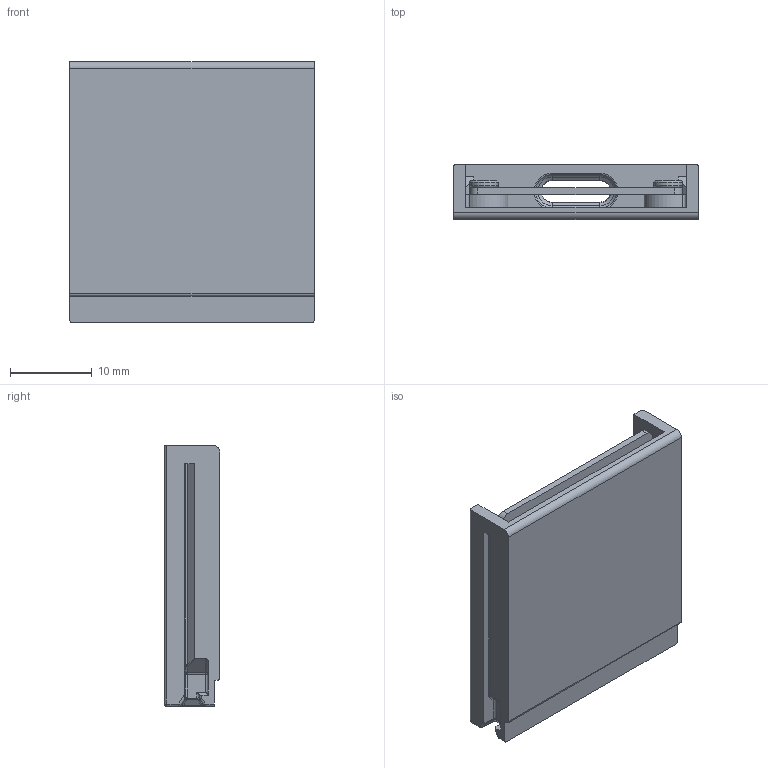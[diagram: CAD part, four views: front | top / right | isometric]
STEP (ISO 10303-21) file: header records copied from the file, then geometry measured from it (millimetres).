
FILE_DESCRIPTION((''),'2;1');
FILE_NAME('FW_EXC_3PARTY_WO_LID_ASM_M2_ASM','2021-04-08T09:35:49',('Alfie Lin'),(''),'CREO PARAMETRIC BY PTC INC, 2018020','CREO PARAMETRIC BY PTC INC, 2018020','');
FILE_SCHEMA(('CONFIG_CONTROL_DESIGN'));
Length unit declared in the file: millimetre
Products named in the file (12): COMPOUND_3; OPEN_CASCADE_STEP_TRANSLATOR_6__ASM; MICROCONTROLLER-PCBA_ASM_4_ASM__ASM; FW_EXP_MCU_ASM_1_ASM_2_ASM; FW_EXP_1USBC_FRAME_CLIP_BC_229_; NUT_M2X1-6L_2; FW_EXP_1USBC_FRAME_CLIP_BC_ASSY_ASM; STAR_SCREW_M2X3L_298_2; FW_EXP_1USBC_CLIP_BC_MAIN_ASSY__ASM; REF_C_ASM_2_ASM; FW_EXC_3PARTY_WO_LID_ASM_2_ASM; FW_EXC_3PARTY_WO_LID_ASM_M2_ASM
Assembly tree (13 placements, depth 6):
  FW_EXC_3PARTY_WO_LID_ASM_M2_ASM
    FW_EXC_3PARTY_WO_LID_ASM_2_ASM
      FW_EXP_MCU_ASM_1_ASM_2_ASM
        MICROCONTROLLER-PCBA_ASM_4_ASM__ASM
          OPEN_CASCADE_STEP_TRANSLATOR_6__ASM
            COMPOUND_3
      REF_C_ASM_2_ASM
        FW_EXP_1USBC_CLIP_BC_MAIN_ASSY__ASM
          FW_EXP_1USBC_FRAME_CLIP_BC_ASSY_ASM
            FW_EXP_1USBC_FRAME_CLIP_BC_229_
            NUT_M2X1-6L_2  x2
          STAR_SCREW_M2X3L_298_2  x2
Bounding box: 30 x 6.8 x 32 mm (x, y, z)
Volume: 2653 mm3; surface area: 4962.9 mm2
Topology: 6 solids, 6 shells, 291 faces, 827 edges, 542 vertices
Faces by surface type: cylinder 135, plane 98, bspline 18, torus 16, cone 12, sphere 12
Entity records: 9580 total; most frequent: CARTESIAN_POINT 2592, DIRECTION 1491, ORIENTED_EDGE 1422, EDGE_CURVE 711, AXIS2_PLACEMENT_3D 566, VERTEX_POINT 464, VECTOR 359, LINE 359
